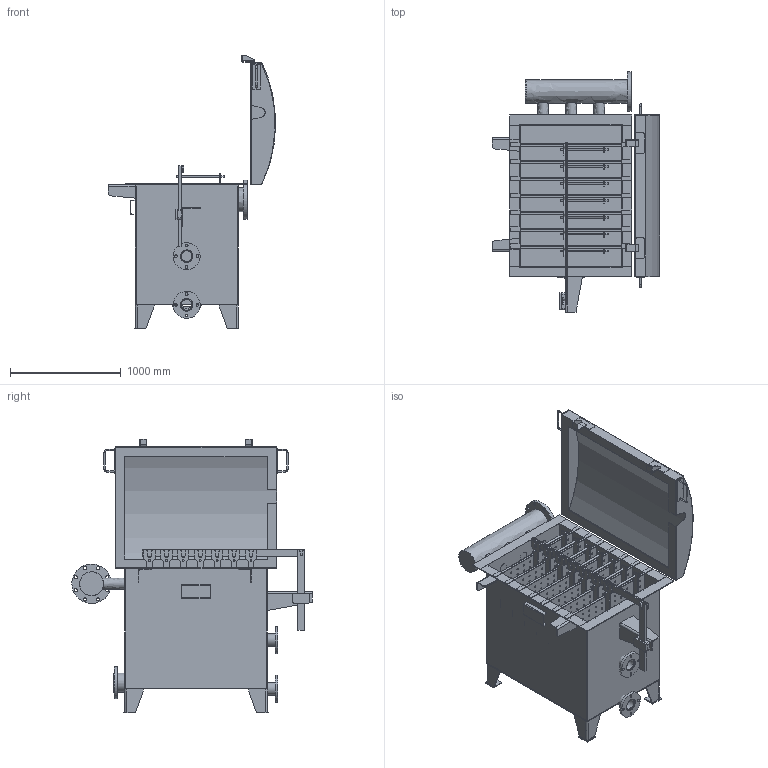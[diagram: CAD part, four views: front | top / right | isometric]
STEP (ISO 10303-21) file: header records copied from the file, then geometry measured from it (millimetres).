
FILE_DESCRIPTION(('FreeCAD Model'),'2;1');
FILE_NAME('Open CASCADE Shape Model','2025-05-09T12:45:06',('FreeCAD'),( 'FreeCAD'),'Open CASCADE STEP processor 7.6','FreeCAD','Unknown');
FILE_SCHEMA(('AUTOMOTIVE_DESIGN { 1 0 10303 214 1 1 1 1 }'));
Products named in the file (1): Open CASCADE STEP translator 7.6 1
Bounding box: 1510.91 x 2170.78 x 2474.95 mm (x, y, z)
Volume: 108208221.9 mm3; surface area: 30883037.2 mm2
Topology: 48 solids, 48 shells, 1336 faces, 4203 edges, 2998 vertices
Faces by surface type: bspline 1336
Entity records: 55832 total; most frequent: CARTESIAN_POINT 30930, ORIENTED_EDGE 8406, EDGE_CURVE 4203, VERTEX_POINT 2998, FACE_BOUND 2677, EDGE_LOOP 2677, B_SPLINE_CURVE_WITH_KNOTS 1961, ADVANCED_FACE 1336
